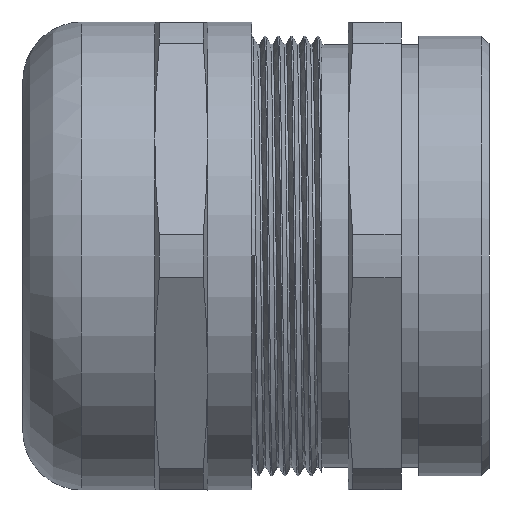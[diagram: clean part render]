
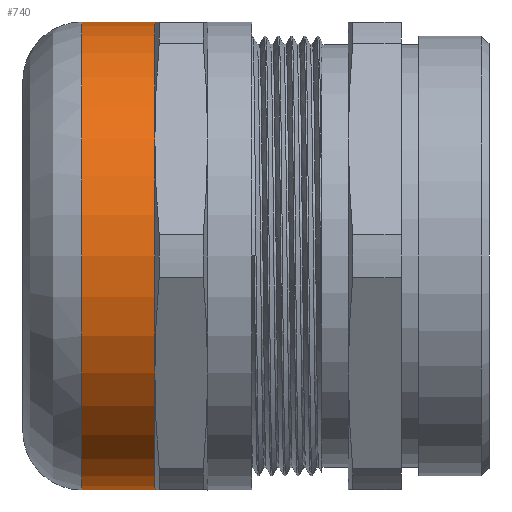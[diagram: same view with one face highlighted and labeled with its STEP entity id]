
A CAD part, left-side view. The second image highlights one B-rep face of the part: STEP entity #740.
In plain terms, the highlighted cylindrical face has radius 26.6 mm (diameter 53.2 mm), a partial arc.
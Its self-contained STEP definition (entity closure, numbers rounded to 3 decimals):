
#133 = FACE_OUTER_BOUND ( 'NONE', #356, .T. ) ;
#135 = CIRCLE ( 'NONE', #2673, 26.6 ) ;
#308 = CARTESIAN_POINT ( 'NONE',  ( 0., 28.639, 0. ) ) ;
#324 = AXIS2_PLACEMENT_3D ( 'NONE', #3200, #446, #1175 ) ;
#328 = AXIS2_PLACEMENT_3D ( 'NONE', #3913, #483, #1869 ) ;
#356 = EDGE_LOOP ( 'NONE', ( #2422, #3405, #2860, #1754, #3045, #1614 ) ) ;
#446 = DIRECTION ( 'NONE',  ( 0., -1., 0. ) ) ;
#483 = DIRECTION ( 'NONE',  ( 0., 1., 0. ) ) ;
#545 = VERTEX_POINT ( 'NONE', #687 ) ;
#601 = EDGE_CURVE ( 'NONE', #1249, #2423, #683, .T. ) ;
#683 = CIRCLE ( 'NONE', #1622, 26.6 ) ;
#687 = CARTESIAN_POINT ( 'NONE',  ( -23.036, 28.639, -13.3 ) ) ;
#740 = ADVANCED_FACE ( 'NONE', ( #133 ), #2221, .T. ) ;
#745 = EDGE_CURVE ( 'NONE', #2423, #1949, #4264, .T. ) ;
#1042 = DIRECTION ( 'NONE',  ( 0., 0., 1. ) ) ;
#1175 = DIRECTION ( 'NONE',  ( 0., 0., -1. ) ) ;
#1176 = DIRECTION ( 'NONE',  ( 0., -1., 0. ) ) ;
#1249 = VERTEX_POINT ( 'NONE', #3761 ) ;
#1302 = EDGE_CURVE ( 'NONE', #545, #4164, #2797, .T. ) ;
#1329 = CARTESIAN_POINT ( 'NONE',  ( 0., 28.639, 26.6 ) ) ;
#1355 = DIRECTION ( 'NONE',  ( 0., 0., -1. ) ) ;
#1428 = DIRECTION ( 'NONE',  ( 0., 1., 0. ) ) ;
#1559 = CIRCLE ( 'NONE', #2369, 26.6 ) ;
#1603 = CARTESIAN_POINT ( 'NONE',  ( 0., 28.639, -26.6 ) ) ;
#1614 = ORIENTED_EDGE ( 'NONE', *, *, #3065, .T. ) ;
#1622 = AXIS2_PLACEMENT_3D ( 'NONE', #3877, #3542, #1042 ) ;
#1754 = ORIENTED_EDGE ( 'NONE', *, *, #4286, .T. ) ;
#1869 = DIRECTION ( 'NONE',  ( 0., 0., -1. ) ) ;
#1949 = VERTEX_POINT ( 'NONE', #1329 ) ;
#2214 = VECTOR ( 'NONE', #2610, 1000. ) ;
#2221 = CYLINDRICAL_SURFACE ( 'NONE', #324, 26.6 ) ;
#2293 = CARTESIAN_POINT ( 'NONE',  ( -23.036, 28.639, 13.3 ) ) ;
#2369 = AXIS2_PLACEMENT_3D ( 'NONE', #2383, #1428, #3813 ) ;
#2383 = CARTESIAN_POINT ( 'NONE',  ( 0., 28.639, 0. ) ) ;
#2422 = ORIENTED_EDGE ( 'NONE', *, *, #745, .F. ) ;
#2423 = VERTEX_POINT ( 'NONE', #3224 ) ;
#2546 = LINE ( 'NONE', #4265, #3671 ) ;
#2610 = DIRECTION ( 'NONE',  ( 0., -1., 0. ) ) ;
#2673 = AXIS2_PLACEMENT_3D ( 'NONE', #308, #4469, #1355 ) ;
#2788 = VERTEX_POINT ( 'NONE', #1603 ) ;
#2797 = CIRCLE ( 'NONE', #328, 26.6 ) ;
#2860 = ORIENTED_EDGE ( 'NONE', *, *, #4499, .T. ) ;
#3045 = ORIENTED_EDGE ( 'NONE', *, *, #1302, .T. ) ;
#3065 = EDGE_CURVE ( 'NONE', #4164, #1949, #135, .T. ) ;
#3200 = CARTESIAN_POINT ( 'NONE',  ( 0., 36.939, 0. ) ) ;
#3224 = CARTESIAN_POINT ( 'NONE',  ( 0., 36.939, 26.6 ) ) ;
#3405 = ORIENTED_EDGE ( 'NONE', *, *, #601, .F. ) ;
#3542 = DIRECTION ( 'NONE',  ( 0., 1., 0. ) ) ;
#3580 = CARTESIAN_POINT ( 'NONE',  ( 0., 36.939, 26.6 ) ) ;
#3671 = VECTOR ( 'NONE', #1176, 1000. ) ;
#3761 = CARTESIAN_POINT ( 'NONE',  ( 0., 36.939, -26.6 ) ) ;
#3813 = DIRECTION ( 'NONE',  ( 0., 0., -1. ) ) ;
#3877 = CARTESIAN_POINT ( 'NONE',  ( 0., 36.939, 0. ) ) ;
#3913 = CARTESIAN_POINT ( 'NONE',  ( 0., 28.639, 0. ) ) ;
#4164 = VERTEX_POINT ( 'NONE', #2293 ) ;
#4264 = LINE ( 'NONE', #3580, #2214 ) ;
#4265 = CARTESIAN_POINT ( 'NONE',  ( 0., 36.939, -26.6 ) ) ;
#4286 = EDGE_CURVE ( 'NONE', #2788, #545, #1559, .T. ) ;
#4469 = DIRECTION ( 'NONE',  ( 0., 1., 0. ) ) ;
#4499 = EDGE_CURVE ( 'NONE', #1249, #2788, #2546, .T. ) ;
